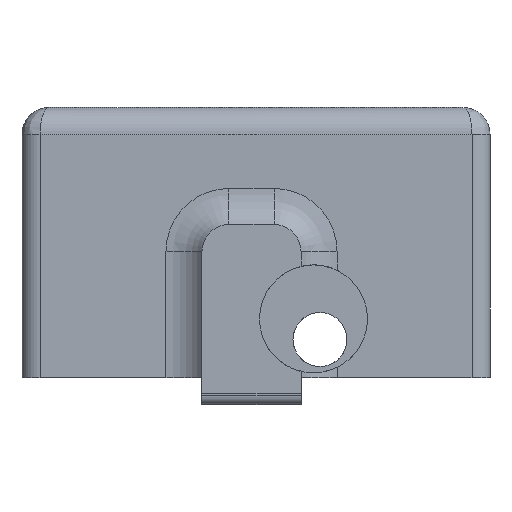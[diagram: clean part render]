
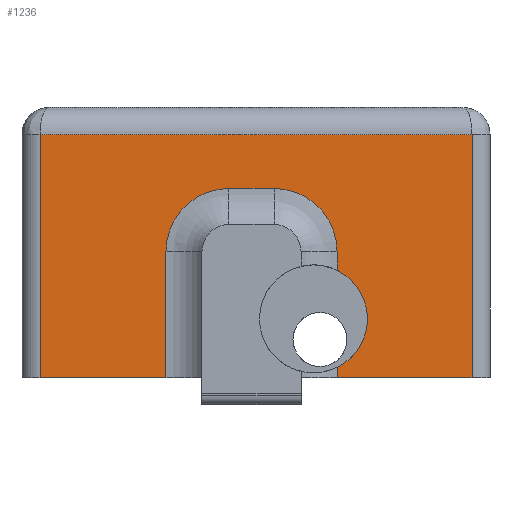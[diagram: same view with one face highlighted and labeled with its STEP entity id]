
A CAD part, left-side view. The second image highlights one B-rep face of the part: STEP entity #1236.
In plain terms, the highlighted planar face has unit normal (-1, 0, 0).
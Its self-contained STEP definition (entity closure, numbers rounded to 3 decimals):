
#41=PLANE('',#1322);
#78=FACE_OUTER_BOUND('',#146,.T.);
#146=EDGE_LOOP('',(#843,#844,#845,#846,#847,#848,#849,#850,#851,#852,#853,
#854));
#224=LINE('',#1844,#350);
#225=LINE('',#1846,#351);
#226=LINE('',#1848,#352);
#227=LINE('',#1850,#353);
#228=LINE('',#1852,#354);
#229=LINE('',#1854,#355);
#230=LINE('',#1856,#356);
#231=LINE('',#1860,#357);
#232=LINE('',#1863,#358);
#350=VECTOR('',#1452,5.);
#351=VECTOR('',#1453,10.);
#352=VECTOR('',#1454,10.);
#353=VECTOR('',#1455,10.);
#354=VECTOR('',#1456,10.);
#355=VECTOR('',#1457,10.);
#356=VECTOR('',#1458,5.);
#357=VECTOR('',#1461,5.);
#358=VECTOR('',#1464,5.);
#478=CIRCLE('',#1321,6.);
#479=CIRCLE('',#1323,7.);
#480=CIRCLE('',#1324,7.);
#530=VERTEX_POINT('',#1808);
#534=VERTEX_POINT('',#1828);
#535=VERTEX_POINT('',#1843);
#536=VERTEX_POINT('',#1845);
#537=VERTEX_POINT('',#1847);
#538=VERTEX_POINT('',#1849);
#539=VERTEX_POINT('',#1851);
#540=VERTEX_POINT('',#1853);
#541=VERTEX_POINT('',#1855);
#542=VERTEX_POINT('',#1857);
#543=VERTEX_POINT('',#1859);
#544=VERTEX_POINT('',#1861);
#653=EDGE_CURVE('',#530,#534,#478,.T.);
#654=EDGE_CURVE('',#535,#534,#224,.T.);
#655=EDGE_CURVE('',#536,#535,#225,.T.);
#656=EDGE_CURVE('',#537,#536,#226,.T.);
#657=EDGE_CURVE('',#538,#537,#227,.T.);
#658=EDGE_CURVE('',#539,#538,#228,.T.);
#659=EDGE_CURVE('',#540,#539,#229,.T.);
#660=EDGE_CURVE('',#541,#540,#230,.T.);
#661=EDGE_CURVE('',#542,#541,#479,.T.);
#662=EDGE_CURVE('',#543,#542,#231,.T.);
#663=EDGE_CURVE('',#544,#543,#480,.T.);
#664=EDGE_CURVE('',#530,#544,#232,.T.);
#843=ORIENTED_EDGE('',*,*,#653,.T.);
#844=ORIENTED_EDGE('',*,*,#654,.F.);
#845=ORIENTED_EDGE('',*,*,#655,.F.);
#846=ORIENTED_EDGE('',*,*,#656,.F.);
#847=ORIENTED_EDGE('',*,*,#657,.F.);
#848=ORIENTED_EDGE('',*,*,#658,.F.);
#849=ORIENTED_EDGE('',*,*,#659,.F.);
#850=ORIENTED_EDGE('',*,*,#660,.F.);
#851=ORIENTED_EDGE('',*,*,#661,.F.);
#852=ORIENTED_EDGE('',*,*,#662,.F.);
#853=ORIENTED_EDGE('',*,*,#663,.F.);
#854=ORIENTED_EDGE('',*,*,#664,.F.);
#1236=ADVANCED_FACE('',(#78),#41,.T.);
#1321=AXIS2_PLACEMENT_3D('',#1841,#1448,#1449);
#1322=AXIS2_PLACEMENT_3D('',#1842,#1450,#1451);
#1323=AXIS2_PLACEMENT_3D('',#1858,#1459,#1460);
#1324=AXIS2_PLACEMENT_3D('',#1862,#1462,#1463);
#1448=DIRECTION('center_axis',(1.,0.,0.));
#1449=DIRECTION('ref_axis',(0.,-1.,0.));
#1450=DIRECTION('center_axis',(-1.,0.,0.));
#1451=DIRECTION('ref_axis',(0.,-1.,0.));
#1452=DIRECTION('',(0.,0.,1.));
#1453=DIRECTION('',(0.,1.,0.));
#1454=DIRECTION('',(0.,0.,-1.));
#1455=DIRECTION('',(0.,-1.,0.));
#1456=DIRECTION('',(0.,0.,1.));
#1457=DIRECTION('',(0.,1.,0.));
#1458=DIRECTION('',(0.,0.,-1.));
#1459=DIRECTION('center_axis',(-1.,0.,0.));
#1460=DIRECTION('ref_axis',(0.,0.,-1.));
#1461=DIRECTION('',(0.,1.,0.));
#1462=DIRECTION('center_axis',(-1.,0.,0.));
#1463=DIRECTION('ref_axis',(0.,1.,0.));
#1464=DIRECTION('',(0.,0.,1.));
#1808=CARTESIAN_POINT('',(-17.,-9.,15.913));
#1828=CARTESIAN_POINT('',(-17.,-9.,5.113));
#1841=CARTESIAN_POINT('Origin',(-17.,-6.384,10.513));
#1842=CARTESIAN_POINT('Origin',(-17.,26.,4.));
#1843=CARTESIAN_POINT('',(-17.,-9.,4.));
#1844=CARTESIAN_POINT('',(-17.,-9.,1.));
#1845=CARTESIAN_POINT('',(-17.,-24.,4.));
#1846=CARTESIAN_POINT('',(-17.,-26.,4.));
#1847=CARTESIAN_POINT('',(-17.,-24.,31.));
#1848=CARTESIAN_POINT('',(-17.,-24.,4.));
#1849=CARTESIAN_POINT('',(-17.,24.,31.));
#1850=CARTESIAN_POINT('',(-17.,13.,31.));
#1851=CARTESIAN_POINT('',(-17.,24.,4.));
#1852=CARTESIAN_POINT('',(-17.,24.,4.));
#1853=CARTESIAN_POINT('',(-17.,10.,4.));
#1854=CARTESIAN_POINT('',(-17.,-26.,4.));
#1855=CARTESIAN_POINT('',(-17.,10.,18.));
#1856=CARTESIAN_POINT('',(-17.,10.,1.));
#1857=CARTESIAN_POINT('',(-17.,3.,25.));
#1858=CARTESIAN_POINT('Origin',(-17.,3.,18.));
#1859=CARTESIAN_POINT('',(-17.,-2.,25.));
#1860=CARTESIAN_POINT('',(-17.,6.,25.));
#1861=CARTESIAN_POINT('',(-17.,-9.,18.));
#1862=CARTESIAN_POINT('Origin',(-17.,-2.,18.));
#1863=CARTESIAN_POINT('',(-17.,-9.,1.));
